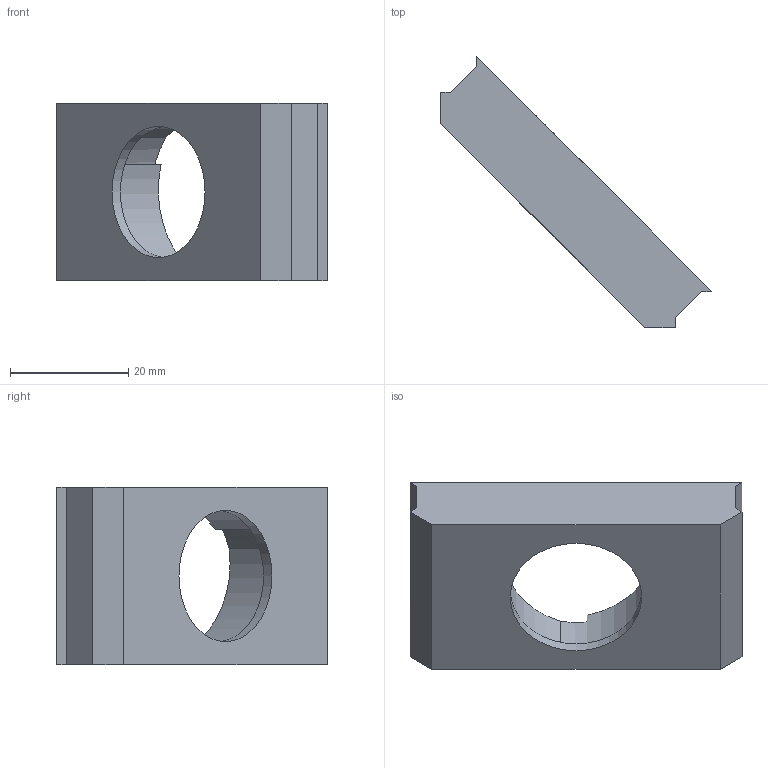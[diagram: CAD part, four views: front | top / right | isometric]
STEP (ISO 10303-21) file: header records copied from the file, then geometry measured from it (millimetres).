
FILE_DESCRIPTION(/* description */ (''),/* implementation_level */ '2;1');
FILE_NAME(/* name */ '20_Cube_Insert_Mirror_Holder_v2.stp',/* time_stamp */ '2019-08-04T22:11:34+02:00',/* author */ ('diederichbenedict'),/* organization */ (''),/* preprocessor_version */ 'ST-DEVELOPER v17',/* originating_system */ 'Autodesk Inventor 2019',/* authorisation */ '');
FILE_SCHEMA (('AUTOMOTIVE_DESIGN { 1 0 10303 214 3 1 1 }'));
Length unit declared in the file: millimetre
Products named in the file (1): 20_Cube_Insert_Mirror_Holder_v2
Bounding box: 45.8 x 45.8 x 30 mm (x, y, z)
Volume: 13144.5 mm3; surface area: 6778 mm2
Topology: 1 solids, 1 shells, 27 faces, 72 edges, 48 vertices
Faces by surface type: plane 19, cylinder 8
Full cylindrical faces by diameter (mm): 22.238 x1, 28 x1
Entity records: 891 total; most frequent: DIRECTION 150, CARTESIAN_POINT 148, ORIENTED_EDGE 144, EDGE_CURVE 72, LINE 50, VECTOR 50, AXIS2_PLACEMENT_3D 50, VERTEX_POINT 48
